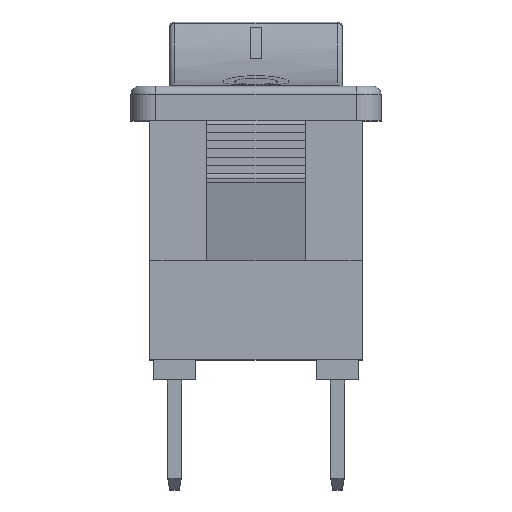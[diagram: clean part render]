
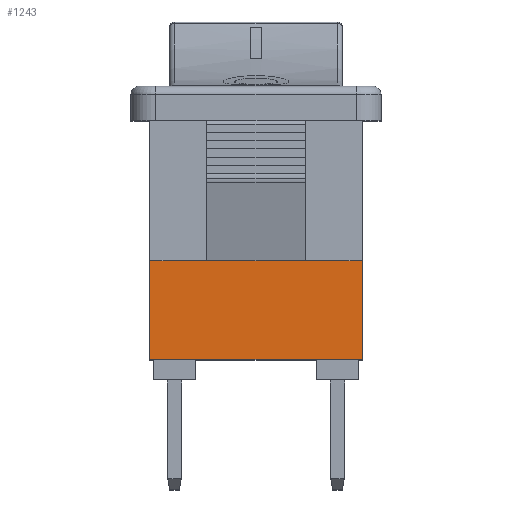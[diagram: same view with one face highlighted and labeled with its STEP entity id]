
A CAD part, top view. The second image highlights one B-rep face of the part: STEP entity #1243.
In plain terms, the highlighted planar face has unit normal (0, 0, 1).
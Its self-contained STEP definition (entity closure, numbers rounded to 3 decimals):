
#187 = CARTESIAN_POINT ( 'NONE',  ( -6.45, -8.5, 9.35 ) ) ;
#1243 = ADVANCED_FACE ( 'NONE', ( #12372 ), #24163, .T. ) ;
#1607 = VERTEX_POINT ( 'NONE', #18326 ) ;
#2055 = CARTESIAN_POINT ( 'NONE',  ( -6.45, -8.5, 9.35 ) ) ;
#2541 = CARTESIAN_POINT ( 'NONE',  ( 3., -8.5, 9.35 ) ) ;
#3120 = VECTOR ( 'NONE', #27450, 1000. ) ;
#3883 = LINE ( 'NONE', #15669, #3120 ) ;
#4603 = ORIENTED_EDGE ( 'NONE', *, *, #21114, .F. ) ;
#5337 = VERTEX_POINT ( 'NONE', #2541 ) ;
#5557 = EDGE_CURVE ( 'NONE', #25605, #1607, #3883, .T. ) ;
#7667 = EDGE_CURVE ( 'NONE', #1607, #16834, #26656, .T. ) ;
#7854 = LINE ( 'NONE', #19620, #13749 ) ;
#8233 = CARTESIAN_POINT ( 'NONE',  ( -6.45, -14.5, 9.35 ) ) ;
#8707 = VECTOR ( 'NONE', #13846, 1000. ) ;
#9504 = DIRECTION ( 'NONE',  ( 0., 0., 1. ) ) ;
#9650 = CARTESIAN_POINT ( 'NONE',  ( -3., -8.5, 9.35 ) ) ;
#10055 = EDGE_CURVE ( 'NONE', #37578, #5337, #28515, .T. ) ;
#10295 = CARTESIAN_POINT ( 'NONE',  ( 3., -8.5, 9.35 ) ) ;
#10324 = ORIENTED_EDGE ( 'NONE', *, *, #10055, .T. ) ;
#11986 = DIRECTION ( 'NONE',  ( 0., -1., 0. ) ) ;
#12372 = FACE_OUTER_BOUND ( 'NONE', #37261, .T. ) ;
#13531 = VERTEX_POINT ( 'NONE', #35241 ) ;
#13692 = VECTOR ( 'NONE', #11986, 1000. ) ;
#13749 = VECTOR ( 'NONE', #31407, 1000. ) ;
#13846 = DIRECTION ( 'NONE',  ( -1., 0., 0. ) ) ;
#15669 = CARTESIAN_POINT ( 'NONE',  ( -6.45, -8.5, 9.35 ) ) ;
#16303 = AXIS2_PLACEMENT_3D ( 'NONE', #35965, #9504, #21283 ) ;
#16313 = EDGE_CURVE ( 'NONE', #37578, #13531, #7854, .T. ) ;
#16834 = VERTEX_POINT ( 'NONE', #33798 ) ;
#18326 = CARTESIAN_POINT ( 'NONE',  ( -6.45, -8.5, 9.35 ) ) ;
#19620 = CARTESIAN_POINT ( 'NONE',  ( 6.45, -8.5, 9.35 ) ) ;
#20013 = DIRECTION ( 'NONE',  ( -1., 0., 0. ) ) ;
#21114 = EDGE_CURVE ( 'NONE', #13531, #16834, #34699, .T. ) ;
#21283 = DIRECTION ( 'NONE',  ( 1., 0., 0. ) ) ;
#22067 = DIRECTION ( 'NONE',  ( -1., 0., 0. ) ) ;
#23065 = ORIENTED_EDGE ( 'NONE', *, *, #37016, .T. ) ;
#24163 = PLANE ( 'NONE',  #16303 ) ;
#25605 = VERTEX_POINT ( 'NONE', #9650 ) ;
#26007 = CARTESIAN_POINT ( 'NONE',  ( 6.45, -8.5, 9.35 ) ) ;
#26176 = VECTOR ( 'NONE', #20013, 1000. ) ;
#26656 = LINE ( 'NONE', #187, #13692 ) ;
#27450 = DIRECTION ( 'NONE',  ( -1., 0., 0. ) ) ;
#28369 = VECTOR ( 'NONE', #22067, 1000. ) ;
#28515 = LINE ( 'NONE', #2055, #8707 ) ;
#29014 = ORIENTED_EDGE ( 'NONE', *, *, #5557, .T. ) ;
#31407 = DIRECTION ( 'NONE',  ( 0., -1., 0. ) ) ;
#32792 = ORIENTED_EDGE ( 'NONE', *, *, #7667, .T. ) ;
#33798 = CARTESIAN_POINT ( 'NONE',  ( -6.45, -14.5, 9.35 ) ) ;
#34699 = LINE ( 'NONE', #8233, #26176 ) ;
#35241 = CARTESIAN_POINT ( 'NONE',  ( 6.45, -14.5, 9.35 ) ) ;
#35965 = CARTESIAN_POINT ( 'NONE',  ( -6.45, -8.5, 9.35 ) ) ;
#36763 = LINE ( 'NONE', #10295, #28369 ) ;
#36836 = ORIENTED_EDGE ( 'NONE', *, *, #16313, .F. ) ;
#37016 = EDGE_CURVE ( 'NONE', #5337, #25605, #36763, .T. ) ;
#37261 = EDGE_LOOP ( 'NONE', ( #4603, #36836, #10324, #23065, #29014, #32792 ) ) ;
#37578 = VERTEX_POINT ( 'NONE', #26007 ) ;
